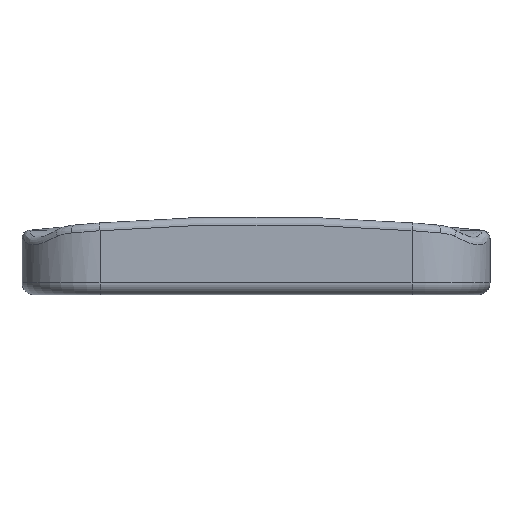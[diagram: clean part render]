
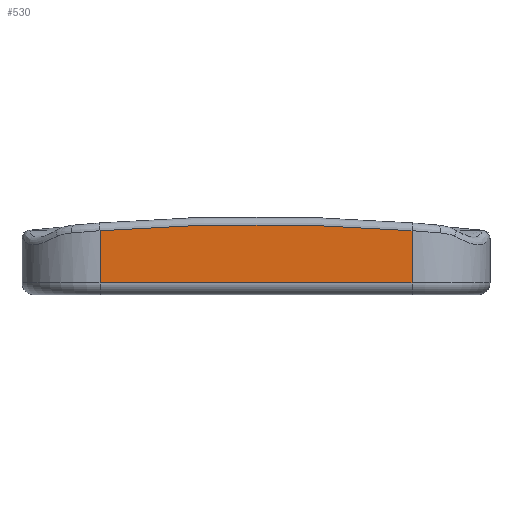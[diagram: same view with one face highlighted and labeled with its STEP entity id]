
A CAD part, front view. The second image highlights one B-rep face of the part: STEP entity #530.
In plain terms, the highlighted planar face has unit normal (0, -1, 0).
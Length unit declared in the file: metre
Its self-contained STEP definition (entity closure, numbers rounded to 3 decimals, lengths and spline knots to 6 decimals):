
#38=CIRCLE('',#585,0.498);
#129=ORIENTED_EDGE('',*,*,#297,.T.);
#130=ORIENTED_EDGE('',*,*,#298,.T.);
#131=ORIENTED_EDGE('',*,*,#299,.T.);
#132=ORIENTED_EDGE('',*,*,#300,.T.);
#297=EDGE_CURVE('',#381,#382,#422,.T.);
#298=EDGE_CURVE('',#382,#383,#423,.T.);
#299=EDGE_CURVE('',#383,#384,#424,.F.);
#300=EDGE_CURVE('',#384,#381,#38,.F.);
#381=VERTEX_POINT('',#887);
#382=VERTEX_POINT('',#888);
#383=VERTEX_POINT('',#890);
#384=VERTEX_POINT('',#892);
#422=LINE('',#886,#438);
#423=LINE('',#889,#439);
#424=LINE('',#891,#440);
#438=VECTOR('',#667,1.);
#439=VECTOR('',#668,1.);
#440=VECTOR('',#669,1.);
#449=EDGE_LOOP('',(#129,#130,#131,#132));
#487=FACE_BOUND('',#449,.T.);
#524=PLANE('',#584);
#530=ADVANCED_FACE('',(#487),#524,.F.);
#584=AXIS2_PLACEMENT_3D('',#885,#665,#666);
#585=AXIS2_PLACEMENT_3D('',#893,#670,#671);
#665=DIRECTION('',(0.,1.,0.));
#666=DIRECTION('',(0.,0.,1.));
#667=DIRECTION('',(0.,0.,-1.));
#668=DIRECTION('',(1.,0.,0.));
#669=DIRECTION('',(0.,0.,-1.));
#670=DIRECTION('',(0.,1.,0.));
#671=DIRECTION('',(0.,0.,1.));
#885=CARTESIAN_POINT('',(0.06,0.,0.02));
#886=CARTESIAN_POINT('',(0.02,0.,0.));
#887=CARTESIAN_POINT('',(0.02,0.,0.016391));
#888=CARTESIAN_POINT('',(0.02,0.,0.003));
#889=CARTESIAN_POINT('',(0.06,0.,0.003));
#890=CARTESIAN_POINT('',(0.1,0.,0.003));
#891=CARTESIAN_POINT('',(0.1,0.,0.02));
#892=CARTESIAN_POINT('',(0.1,0.,0.016391));
#893=CARTESIAN_POINT('',(0.06,0.,-0.48));
